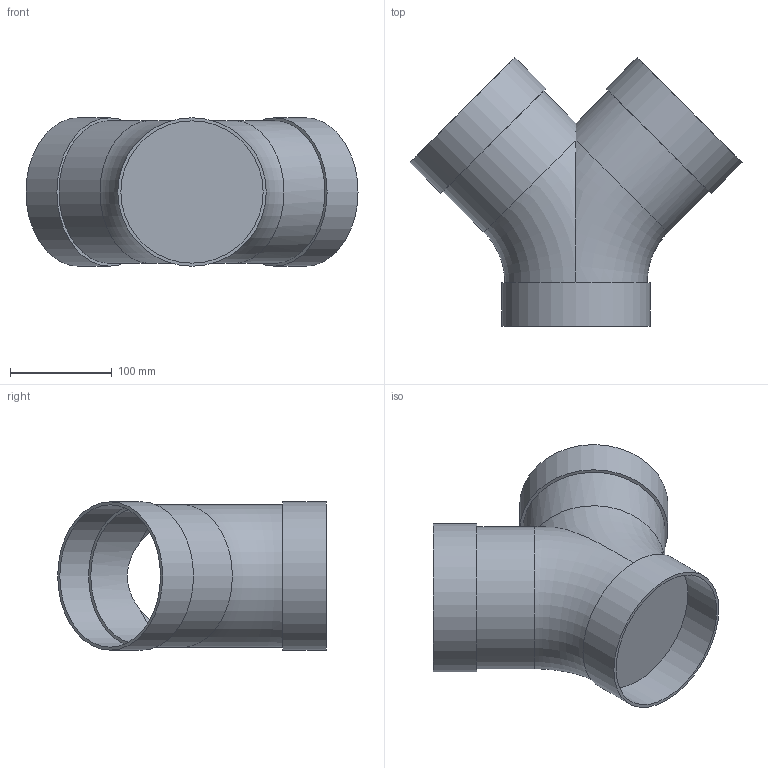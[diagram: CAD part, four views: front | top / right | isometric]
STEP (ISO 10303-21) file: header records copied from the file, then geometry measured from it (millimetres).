
FILE_DESCRIPTION( ( 'STEP AP214' ), '1' );
FILE_NAME( '3000608H.stp', '2021-12-13T08:30:17', ( 'License CC BY-ND 4.0' ), ( 'CADENAS' ), ' ', 'PARTsolutions', ' ' );
FILE_SCHEMA( ( 'AUTOMOTIVE_DESIGN { 1 0 10303 214 1 1 1 1 }' ) );
Length unit declared in the file: millimetre
Products named in the file (2): 3000608H; _3000608H-p
Assembly tree (1 placements, depth 2):
  3000608H
    _3000608H-p
Bounding box: 326.67 x 264.32 x 146 mm (x, y, z)
Volume: 496490.7 mm3; surface area: 333748 mm2
Topology: 1 solids, 1 shells, 24 faces, 46 edges, 30 vertices
Faces by surface type: plane 10, cylinder 10, torus 4
Full cylindrical faces by diameter (mm): 134 x2, 140 x5, 146 x3
Entity records: 866 total; most frequent: CARTESIAN_POINT 204, DIRECTION 104, ORIENTED_EDGE 60, AXIS2_PLACEMENT_3D 52, EDGE_LOOP 42, FACE_OUTER_BOUND 34, EDGE_CURVE 30, STYLED_ITEM 24
